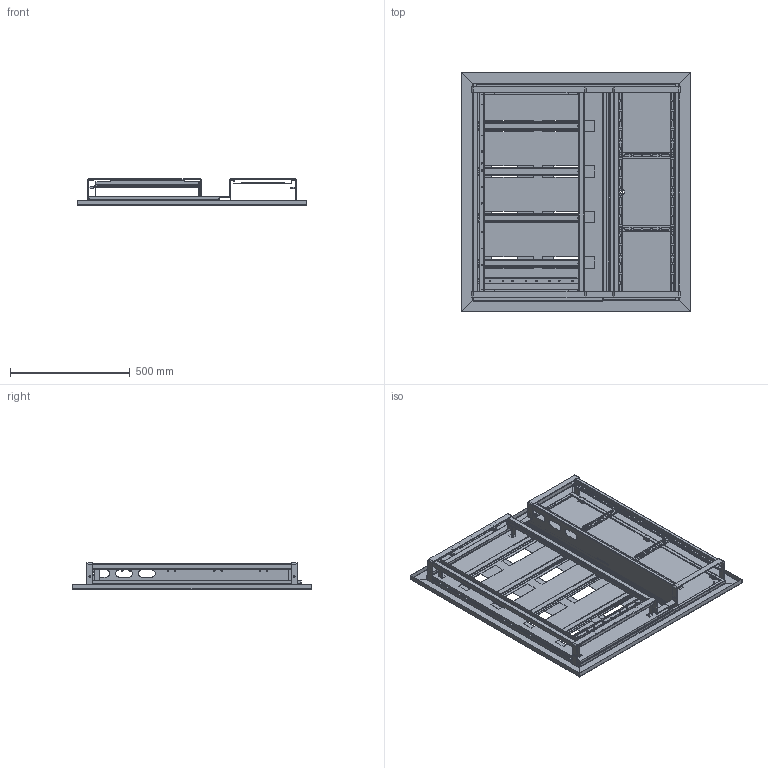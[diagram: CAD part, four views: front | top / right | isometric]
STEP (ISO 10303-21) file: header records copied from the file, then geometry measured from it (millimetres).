
FILE_DESCRIPTION(('STEP AP203'), '1');
FILE_NAME('ﾌﾊﾌ42-08-ﾅ', '', ('UNSPECIFIED'), ('UNSPECIFIED'), 'C3D Converter', 'C3D Toolkit', '');
FILE_SCHEMA(('CONFIG_CONTROL_DESIGN'));
Length unit declared in the file: millimetre
Products named in the file (30): uЭЭ 001.00.00-01-01-01; cЭЭ 001.01.00-01-01-01; ЩЭЭ 001.01.01-01-01-01; ЩЭЭ 001.01.02-01-01-01; OЭЭ 001.04.00-01-01-01; ЩЭЭ 001.04.01-01-01; zЭЭ 001.05.00-01-01-01; ЩЭЭ 001.05.01-01-01; PT DIN EN ISO 13918-01-01; LЭЭ 001.05.00-01-01-01; ЩЭЭ 001.01.04-01-01-01; КИВА 049.01.04-01-01-01; ЩЭЭ 001.01.03-01-01-01; -01-01-01; ЩЭЭ 001.00.08-01-01-01; ЩЭЭ 001.00.09-01-01-01; ?ЭЭ 001.06.00-01-01-01; ЩЭЭ 001.06.01-01-01-01; PT DIN EN ISO 13918-01-01-01; КИВА 049.00.10-01-01-01; КИВА 049.00.05-01-01-01; КИВА 049.00.04-01-01-01; КИВА 049.00.03-01-01-01; -01
Assembly tree (54 placements, depth 4):
  uЭЭ 001.00.00-01-01-01
    cЭЭ 001.01.00-01-01-01
      ЩЭЭ 001.01.01-01-01-01  x2
      ЩЭЭ 001.01.02-01-01-01
      ЩЭЭ 001.01.02-01-01-01
      OЭЭ 001.04.00-01-01-01
        ЩЭЭ 001.04.01-01-01
      zЭЭ 001.05.00-01-01-01
        ЩЭЭ 001.05.01-01-01
        PT DIN EN ISO 13918-01-01  x3
      LЭЭ 001.05.00-01-01-01
        ЩЭЭ 001.05.01-01-01
        PT DIN EN ISO 13918-01-01  x2
      ЩЭЭ 001.01.04-01-01-01
      КИВА 049.01.04-01-01-01
      ЩЭЭ 001.01.03-01-01-01  x2
      -01-01-01  x2
    ЩЭЭ 001.00.08-01-01-01  x2
    ЩЭЭ 001.00.09-01-01-01
    ЩЭЭ 001.00.09-01-01-01
    ?ЭЭ 001.06.00-01-01-01
      ЩЭЭ 001.06.01-01-01-01
      PT DIN EN ISO 13918-01-01-01
    КИВА 049.00.10-01-01-01  x2
    КИВА 049.00.10-01-01-01  x2
    КИВА 049.00.05-01-01-01
    КИВА 049.00.04-01-01-01  x4
    КИВА 049.00.03-01-01-01  x2
    -01-01-01  x4
    -01-01-01  x6
    -01-01-01
    -01-01-01
    -01  x2
Bounding box: 960 x 1000 x 109 mm (x, y, z)
Volume: 2334572.8 mm3; surface area: 4294390.3 mm2
Topology: 49 solids, 49 shells, 1994 faces, 4778 edges, 2876 vertices
Faces by surface type: plane 1423, cylinder 525, bspline 38, cone 8
Full cylindrical faces by diameter (mm): 3 x12, 4 x24, 6 x12, 6.5 x28, 7 x10, 8 x6
Entity records: 43378 total; most frequent: CARTESIAN_POINT 7125, DIRECTION 5259, ORIENTED_EDGE 5124, EDGE_CURVE 2562, LINE 1949, VECTOR 1949, AXIS2_PLACEMENT_3D 1655, VERTEX_POINT 1583
